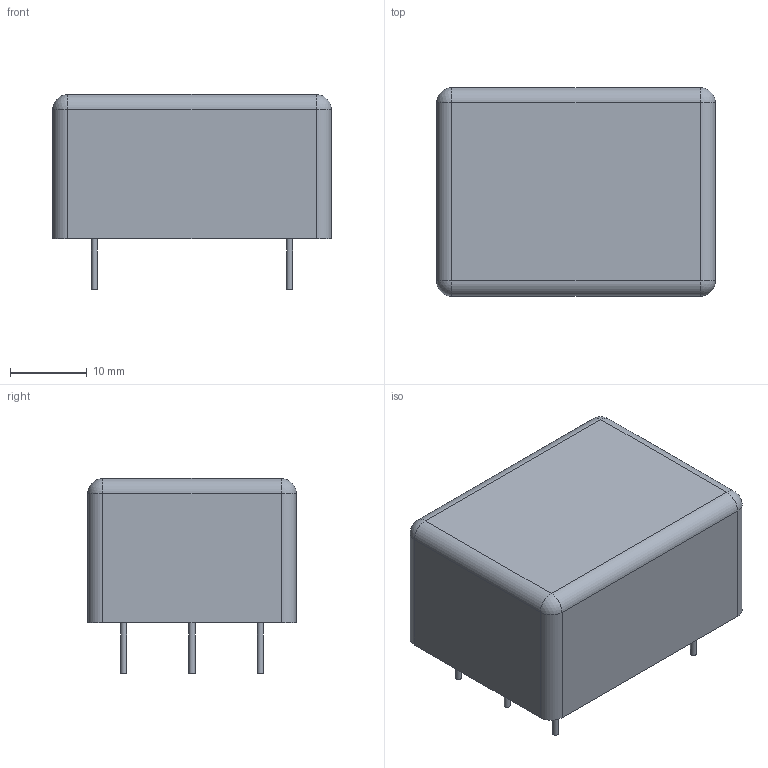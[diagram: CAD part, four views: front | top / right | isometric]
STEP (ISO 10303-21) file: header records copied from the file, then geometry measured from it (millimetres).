
FILE_DESCRIPTION(/* description */ (''),/* implementation_level */ '2;1');
FILE_NAME(/* name */ 'TAITIEN NI-10M-3560.step',/* time_stamp */ '2024-03-15T14:35:43Z',/* author */ (''),/* organization */ (''),/* preprocessor_version */ 'ST-DEVELOPER v20',/* originating_system */ 'Autodesk Translation Framework v12.20.1.177',/* authorisation */ '');
FILE_SCHEMA (('AUTOMOTIVE_DESIGN { 1 0 10303 214 3 1 1 }'));
Length unit declared in the file: millimetre
Products named in the file (1): TAITIEN NI-10M-3560
Bounding box: 36.32 x 27.18 x 25.4 mm (x, y, z)
Volume: 18406.9 mm3; surface area: 4264.6 mm2
Topology: 1 solids, 1 shells, 28 faces, 51 edges, 30 vertices
Faces by surface type: cylinder 13, plane 11, sphere 4
Full cylindrical faces by diameter (mm): 0.79 x5
Entity records: 742 total; most frequent: DIRECTION 135, CARTESIAN_POINT 110, ORIENTED_EDGE 102, AXIS2_PLACEMENT_3D 55, EDGE_CURVE 51, EDGE_LOOP 33, VERTEX_POINT 30, FACE_OUTER_BOUND 28
